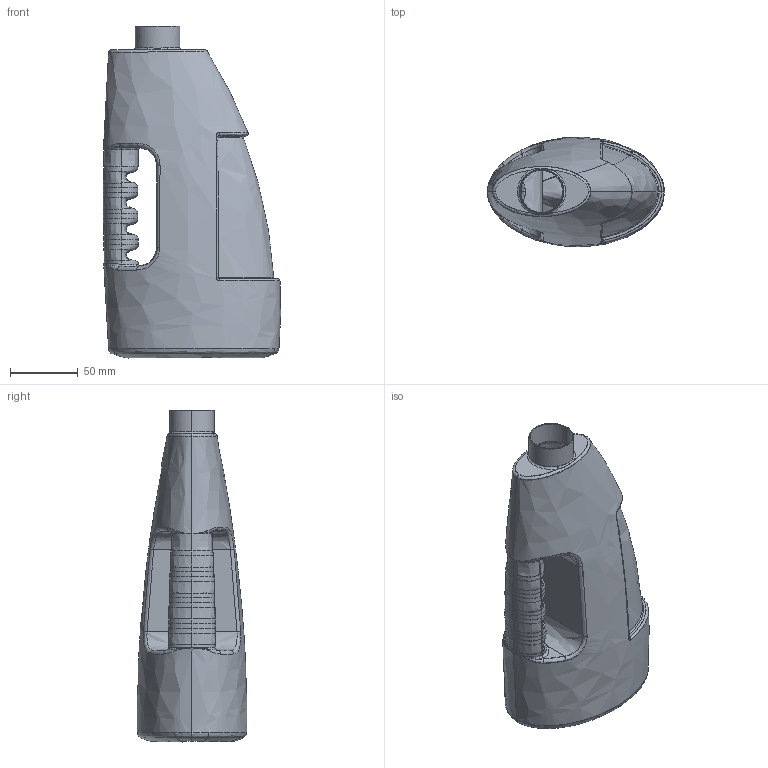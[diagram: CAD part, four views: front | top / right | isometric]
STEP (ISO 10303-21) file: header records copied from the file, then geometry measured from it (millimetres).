
FILE_DESCRIPTION(('FreeCAD Model'),'2;1');
FILE_NAME('Open CASCADE Shape Model','2025-05-03T18:32:44',('FreeCAD'),( 'FreeCAD'),'Open CASCADE STEP processor 7.6','FreeCAD','Unknown');
FILE_SCHEMA(('AUTOMOTIVE_DESIGN { 1 0 10303 214 1 1 1 1 }'));
Products named in the file (1): Open CASCADE STEP translator 7.6 1
Bounding box: 131.21 x 81.21 x 245.67 mm (x, y, z)
Surface area: 237335.5 mm2 (no closed solid volume)
Topology: 0 solids, 3 shells, 561 faces, 1343 edges, 742 vertices
Faces by surface type: bspline 561
Entity records: 77625 total; most frequent: CARTESIAN_POINT 69580, ORIENTED_EDGE 2494, EDGE_CURVE 1317, B_SPLINE_CURVE_WITH_KNOTS 1257, VERTEX_POINT 742, ADVANCED_FACE 561, FACE_BOUND 561, EDGE_LOOP 561
